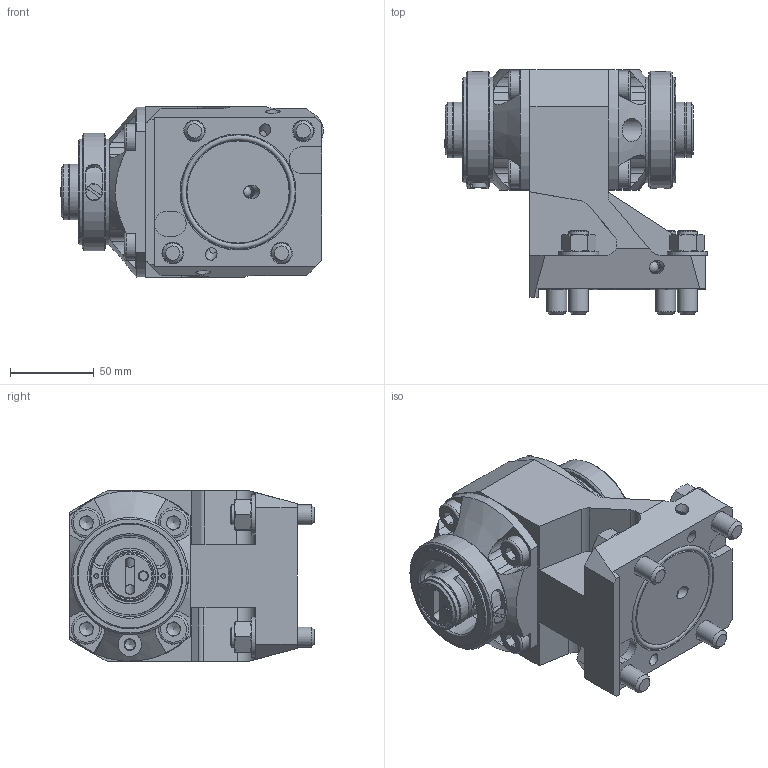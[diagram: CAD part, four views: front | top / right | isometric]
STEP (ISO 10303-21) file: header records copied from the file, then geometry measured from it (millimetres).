
FILE_DESCRIPTION (( 'STEP AP214' ), '1' );
FILE_NAME ('REA.HA6.OKU.095-21.STEP', '2021-02-08T13:12:27', ( '' ), ( '' ), 'SwSTEP 2.0', 'SolidWorks 2017', '' );
FILE_SCHEMA (( 'AUTOMOTIVE_DESIGN' ));
Length unit declared in the file: millimetre
Products named in the file (22): ISO 7089 - 12_PreviewCfg; ISO 13337 - 5 x 14_ISO13337 5x16; Grundkörper1; Dichtung6; Backe6; DIN 7984 - M12 x 20_DIN 7984 - M12 x 20 --- 20N; U63-ER1.001.014_A; HA6-ER2.002.010; ISO 4026 - M12 x 50; U63-HA6.001.040_D; KVT_MB_600_080; DIN 3771 - 17x2; HA6-ER1.001.000; Stift6; DIN 3771 - 58x2.5; HA6-ER3.003.014; ISO 4032 - M12_PreviewCfg; REA-HA6.OKU.095-21_A; DIN 3771 - 62x3_gespannt; Spindel6; REA.HA6.OKU.095-21; U63.HA6.001.040
Assembly tree (37 placements, depth 4):
  REA.HA6.OKU.095-21
    REA-HA6.OKU.095-21_A
    KVT_MB_600_080  x3
    U63.HA6.001.040  x2
      U63-HA6.001.040_D
      HA6-ER3.003.014
      ISO 13337 - 5 x 14_ISO13337 5x16
      HA6-ER2.002.010
      U63-ER1.001.014_A
      DIN 3771 - 58x2.5
      DIN 7984 - M12 x 20_DIN 7984 - M12 x 20 --- 20N
      HA6-ER1.001.000
        Grundkörper1
        Dichtung6
        Backe6  x2
        Spindel6
        Stift6
        DIN 3771 - 17x2
    ISO 7089 - 12_PreviewCfg  x4
    ISO 4032 - M12_PreviewCfg  x4
    ISO 4026 - M12 x 50  x4
    DIN 3771 - 62x3_gespannt
Bounding box: 156.91 x 146.17 x 102 mm (x, y, z)
Volume: 968596.6 mm3; surface area: 245106.8 mm2
Topology: 54 solids, 54 shells, 1049 faces, 2444 edges, 1534 vertices
Faces by surface type: plane 500, cylinder 285, cone 210, torus 39, bspline 12, sphere 3
Full cylindrical faces by diameter (mm): 2.5 x4, 5 x2, 5.75 x4, 5.8 x4, 5.9 x2, 6 x4, 6.8 x7, 7 x3, 8 x17, 8.5 x4, 9.9 x2, 10 x4, 10.2 x8, 12 x16, 13 x18, 13.2 x2, 14 x4, 16 x2, 16.6 x2, 18 x8, 19.9 x4, 20 x2, 20.7 x2, 21.25 x2, 24 x4, 26.5 x4, 28.1 x2, 29 x2, 33.25 x2, 33.3 x2
Entity records: 15514 total; most frequent: CARTESIAN_POINT 4376, DIRECTION 2118, ORIENTED_EDGE 1810, EDGE_CURVE 905, AXIS2_PLACEMENT_3D 864, EDGE_LOOP 690, VERTEX_POINT 659, FACE_OUTER_BOUND 543
